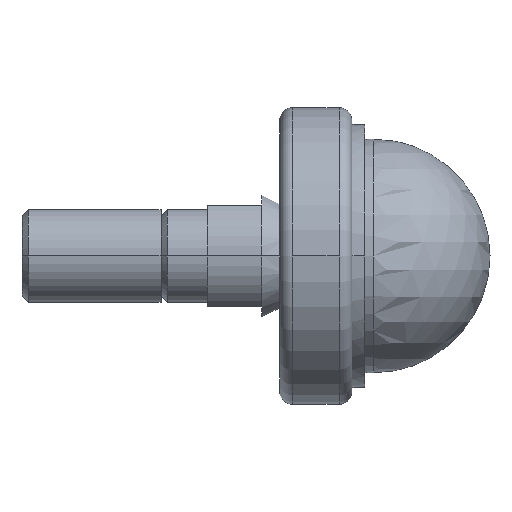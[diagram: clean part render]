
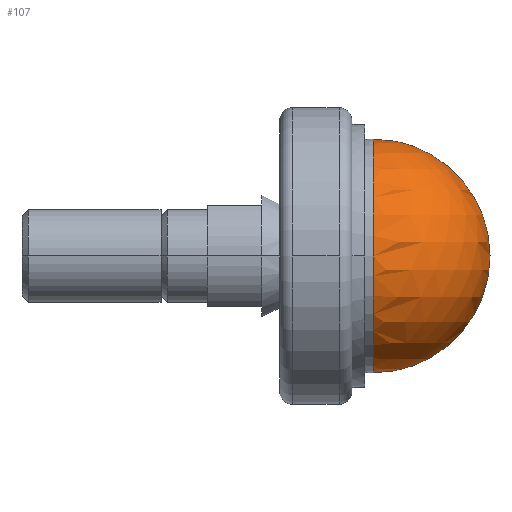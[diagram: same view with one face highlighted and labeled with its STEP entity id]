
A CAD part, left-side view. The second image highlights one B-rep face of the part: STEP entity #107.
In plain terms, the highlighted spherical face has radius 12.6 mm.
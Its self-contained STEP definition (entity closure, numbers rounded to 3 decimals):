
#107=ADVANCED_FACE('',(#226),#227,.T.);
#226=FACE_OUTER_BOUND('',#378,.T.);
#227=SPHERICAL_SURFACE('',#379,12.6);
#378=EDGE_LOOP('',(#758,#759,#760));
#379=AXIS2_PLACEMENT_3D('',#761,#762,#763);
#758=ORIENTED_EDGE('',*,*,#1008,.T.);
#759=ORIENTED_EDGE('',*,*,#987,.T.);
#760=ORIENTED_EDGE('',*,*,#1097,.T.);
#761=CARTESIAN_POINT('',(-44.4,0.0,0.));
#762=DIRECTION('',(0.,0.0,-1.0));
#763=DIRECTION('',(-1.0,0.0,0.));
#987=EDGE_CURVE('',#1153,#1150,#1154,.T.);
#1008=EDGE_CURVE('',#1191,#1153,#1192,.T.);
#1097=EDGE_CURVE('',#1150,#1191,#1336,.T.);
#1150=VERTEX_POINT('',#1418);
#1153=VERTEX_POINT('',#1422);
#1154=CIRCLE('',#1423,12.6);
#1191=VERTEX_POINT('',#1482);
#1192=CIRCLE('',#1483,12.6);
#1336=CIRCLE('',#1675,12.6);
#1418=CARTESIAN_POINT('',(-44.4,-12.6,0.));
#1422=CARTESIAN_POINT('',(-44.4,0.,-12.6));
#1423=AXIS2_PLACEMENT_3D('',#1778,#1779,#1780);
#1482=CARTESIAN_POINT('',(-44.4,0.,12.6));
#1483=AXIS2_PLACEMENT_3D('',#1827,#1828,#1829);
#1675=AXIS2_PLACEMENT_3D('',#2028,#2029,#2030);
#1778=CARTESIAN_POINT('',(-44.4,0.0,0.));
#1779=DIRECTION('',(-1.0,0.0,0.));
#1780=DIRECTION('',(0.0,1.0,0.0));
#1827=CARTESIAN_POINT('',(-44.4,0.0,0.));
#1828=DIRECTION('',(0.,-1.0,0.));
#1829=DIRECTION('',(0.0,0.,1.0));
#2028=CARTESIAN_POINT('',(-44.4,0.0,0.));
#2029=DIRECTION('',(-1.0,0.0,0.));
#2030=DIRECTION('',(0.0,1.0,0.0));
